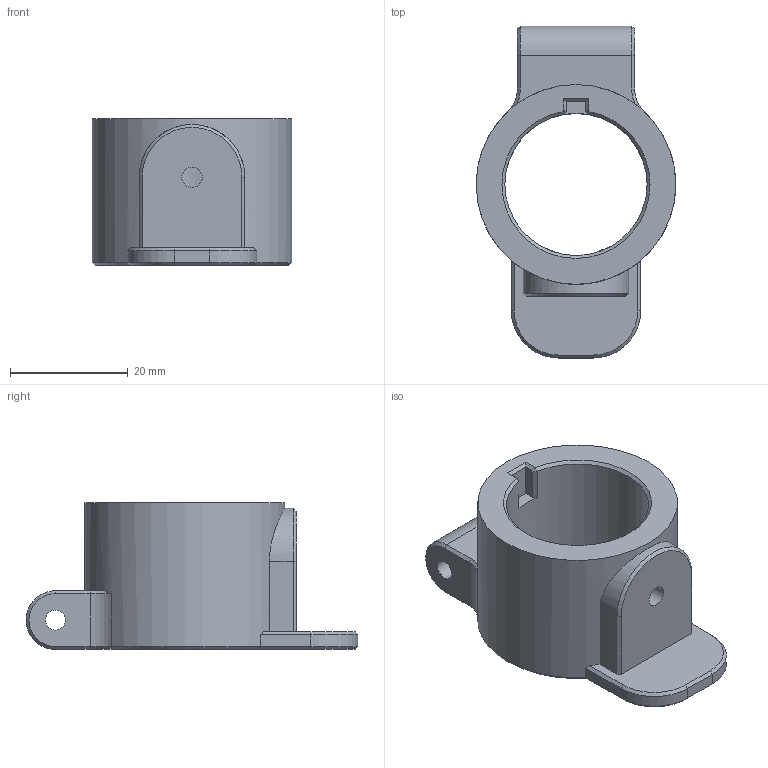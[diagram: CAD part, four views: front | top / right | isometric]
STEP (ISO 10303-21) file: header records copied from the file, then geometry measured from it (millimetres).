
FILE_DESCRIPTION(/* description */ (''),/* implementation_level */ '2;1');
FILE_NAME(/* name */ 'RFVplotter-PenLifterBody.step',/* time_stamp */ '2022-10-01T14:00:25+02:00',/* author */ (''),/* organization */ (''),/* preprocessor_version */ 'ST-DEVELOPER v19',/* originating_system */ 'Autodesk Translation Framework v11.7.0.108',/* authorisation */ '');
FILE_SCHEMA (('AUTOMOTIVE_DESIGN { 1 0 10303 214 3 1 1 }'));
Length unit declared in the file: millimetre
Products named in the file (1): RFVplotter-PenLifterBody
Bounding box: 34 x 56.5 x 25 mm (x, y, z)
Volume: 14536.4 mm3; surface area: 7056 mm2
Topology: 1 solids, 1 shells, 70 faces, 172 edges, 107 vertices
Faces by surface type: plane 42, cone 14, cylinder 12, bspline 2
Full cylindrical faces by diameter (mm): 3.4 x1, 3.5 x3, 24.2 x1, 34 x1
Entity records: 2176 total; most frequent: CARTESIAN_POINT 476, ORIENTED_EDGE 344, DIRECTION 342, EDGE_CURVE 172, AXIS2_PLACEMENT_3D 119, VERTEX_POINT 107, LINE 104, VECTOR 104
